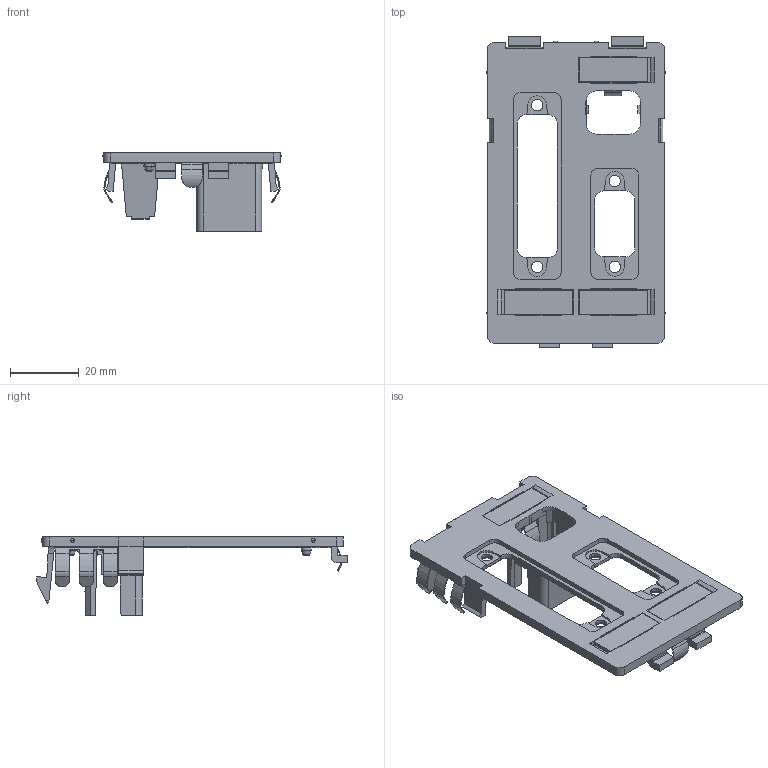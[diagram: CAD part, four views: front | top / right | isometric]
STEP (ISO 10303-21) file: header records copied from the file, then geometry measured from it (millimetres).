
FILE_DESCRIPTION(('CATIA V5 STEP Exchange','CAx-IF Rec.Pracs.--- Model Styling and Organization---1.4--- 2014-01-23'),'2;1');
FILE_NAME ('013592-3_2', '2019-10-09T16:59:09+00:00', ('none'), ('Weidmueller'), 'CATIA Version 5-6 Release 2016 SP3 HF44', 'CATIA V5 STEP AP214', 'none');
FILE_SCHEMA(('AUTOMOTIVE_DESIGN { 1 0 10303 214 1 1 1 1 }'));
Length unit declared in the file: millimetre
Products named in the file (1): 1450580000
Bounding box: 51.9 x 90.5 x 22.8 mm (x, y, z)
Volume: 12239.4 mm3; surface area: 19161.7 mm2
Topology: 5 solids, 5 shells, 833 faces, 2197 edges, 1393 vertices
Faces by surface type: plane 527, cylinder 238, torus 30, bspline 14, sphere 12, cone 10, extrusion 2
Entity records: 24414 total; most frequent: CARTESIAN_POINT 5088, ORIENTED_EDGE 4370, DIRECTION 3245, EDGE_CURVE 2185, VECTOR 1555, LINE 1553, VERTEX_POINT 1393, AXIS2_PLACEMENT_3D 1094
